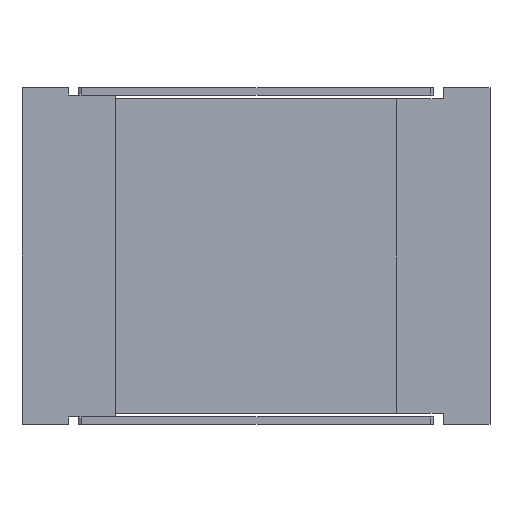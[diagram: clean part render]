
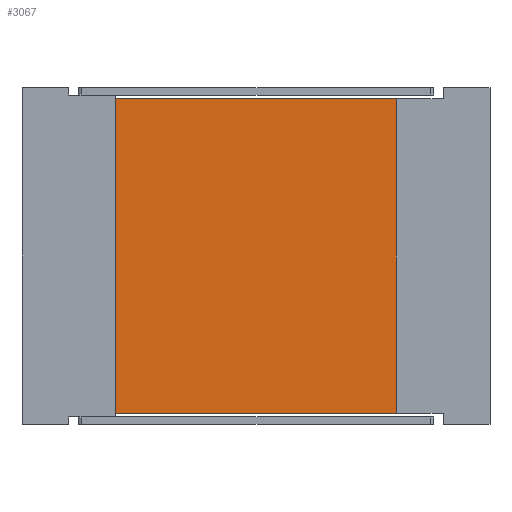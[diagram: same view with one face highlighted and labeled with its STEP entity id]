
A CAD part, left-side view. The second image highlights one B-rep face of the part: STEP entity #3067.
In plain terms, the highlighted planar face has unit normal (-1, 0, 0).
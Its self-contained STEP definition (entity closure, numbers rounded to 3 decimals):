
#1949=CARTESIAN_POINT('',(12.884,35.225,86.5));
#1950=VERTEX_POINT('',#1949);
#1951=CARTESIAN_POINT('',(12.884,110.225,86.5));
#1952=VERTEX_POINT('',#1951);
#1953=CARTESIAN_POINT('',(12.884,35.225,86.5));
#1954=DIRECTION('',(0.0,1.0,0.0));
#1955=VECTOR('',#1954,75.);
#1956=LINE('',#1953,#1955);
#1957=EDGE_CURVE('',#1950,#1952,#1956,.T.);
#2089=CARTESIAN_POINT('',(12.884,35.225,2.5));
#2090=VERTEX_POINT('',#2089);
#2099=CARTESIAN_POINT('',(12.884,110.225,2.5));
#2100=VERTEX_POINT('',#2099);
#2101=CARTESIAN_POINT('',(12.884,110.225,2.5));
#2102=DIRECTION('',(0.0,-1.0,0.0));
#2103=VECTOR('',#2102,75.);
#2104=LINE('',#2101,#2103);
#2105=EDGE_CURVE('',#2100,#2090,#2104,.T.);
#2717=CARTESIAN_POINT('',(12.884,110.225,2.5));
#2718=DIRECTION('',(0.0,0.0,1.0));
#2719=VECTOR('',#2718,84.0);
#2720=LINE('',#2717,#2719);
#2721=EDGE_CURVE('',#2100,#1952,#2720,.T.);
#3045=CARTESIAN_POINT('',(12.884,35.225,2.5));
#3046=DIRECTION('',(0.0,0.0,1.0));
#3047=VECTOR('',#3046,84.);
#3048=LINE('',#3045,#3047);
#3049=EDGE_CURVE('',#2090,#1950,#3048,.T.);
#3056=CARTESIAN_POINT('',(12.884,35.225,-0.5));
#3057=DIRECTION('',(-1.0,0.0,0.0));
#3058=DIRECTION('',(0.0,0.0,1.0));
#3059=AXIS2_PLACEMENT_3D('',#3056,#3057,#3058);
#3060=PLANE('',#3059);
#3061=ORIENTED_EDGE('',*,*,#1957,.T.);
#3062=ORIENTED_EDGE('',*,*,#2721,.F.);
#3063=ORIENTED_EDGE('',*,*,#2105,.T.);
#3064=ORIENTED_EDGE('',*,*,#3049,.T.);
#3065=EDGE_LOOP('',(#3061,#3062,#3063,#3064));
#3066=FACE_OUTER_BOUND('',#3065,.T.);
#3067=ADVANCED_FACE('',(#3066),#3060,.T.);
